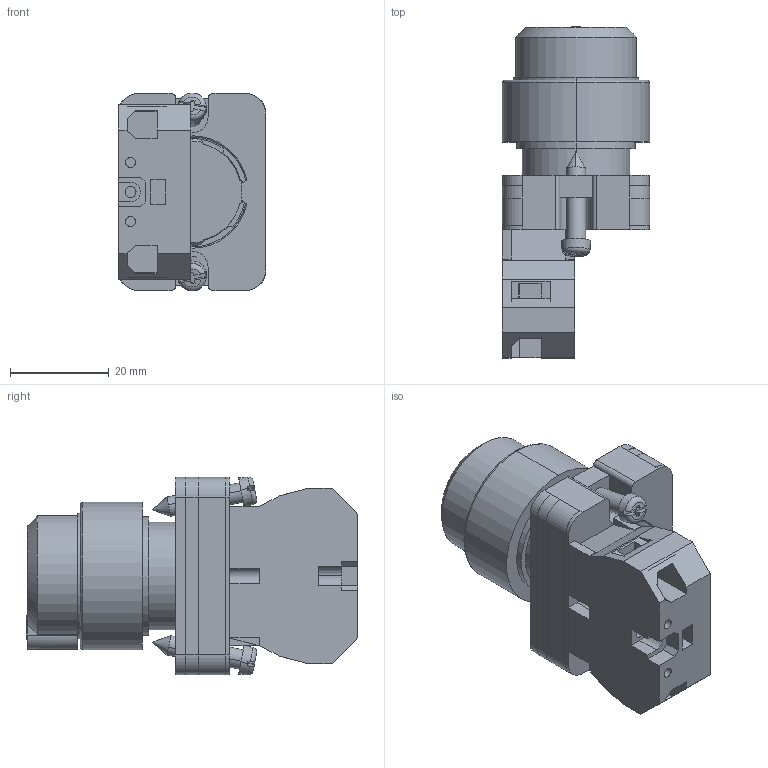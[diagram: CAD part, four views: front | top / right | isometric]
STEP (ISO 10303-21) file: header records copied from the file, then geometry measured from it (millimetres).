
FILE_DESCRIPTION (( 'STEP AP214' ), '1' );
FILE_NAME ('GCX3420.step', '2016-06-20T21:20:09', ( '' ), ( '' ), 'SwSTEP 2.0', 'SolidWorks 2016', '' );
FILE_SCHEMA (( 'AUTOMOTIVE_DESIGN' ));
Length unit declared in the file: inch
Products named in the file (4): GCX3420 OPERATOR; ecx1040; ECX3029-2; GCX3420
Assembly tree (3 placements, depth 2):
  GCX3420
    ECX3029-2
    ecx1040
    GCX3420 OPERATOR
Bounding box: 29.91 x 67.34 x 40.16 mm (x, y, z)
Volume: 32884 mm3; surface area: 20835.4 mm2
Topology: 7 solids, 7 shells, 405 faces, 1105 edges, 730 vertices
Faces by surface type: plane 235, cylinder 142, cone 16, torus 12
Entity records: 13385 total; most frequent: CARTESIAN_POINT 2444, DIRECTION 2232, ORIENTED_EDGE 2202, EDGE_CURVE 1101, AXIS2_PLACEMENT_3D 762, VERTEX_POINT 730, VECTOR 708, LINE 708
